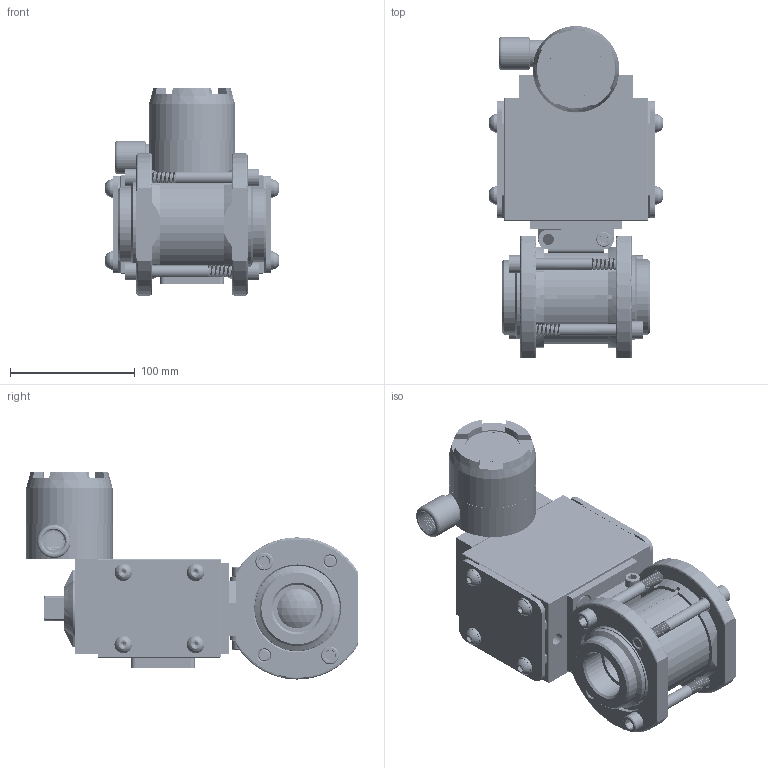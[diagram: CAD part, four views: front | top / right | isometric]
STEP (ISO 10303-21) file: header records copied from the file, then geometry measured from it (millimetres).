
FILE_DESCRIPTION (( 'STEP AP203' ), '1' );
FILE_NAME ('22XXTSWSA522DLS.step', '2018-03-15T17:55:52', ( '' ), ( '' ), 'SwSTEP 2.0', 'SolidWorks 2017', '' );
FILE_SCHEMA (( 'CONFIG_CONTROL_DESIGN' ));
Length unit declared in the file: inch
Products named in the file (1): 22XXTSWSA522DLS
Bounding box: 139.51 x 266.2 x 166.14 mm (x, y, z)
Volume: 1371263.2 mm3; surface area: 426402.5 mm2
Topology: 54 solids, 54 shells, 2705 faces, 6919 edges, 4377 vertices
Faces by surface type: cylinder 1360, plane 748, cone 441, torus 75, bspline 63, sphere 18
Entity records: 116264 total; most frequent: CARTESIAN_POINT 53894, ORIENTED_EDGE 13674, DIRECTION 12543, EDGE_CURVE 6837, AXIS2_PLACEMENT_3D 4756, VERTEX_POINT 4375, LINE 3031, VECTOR 3031
